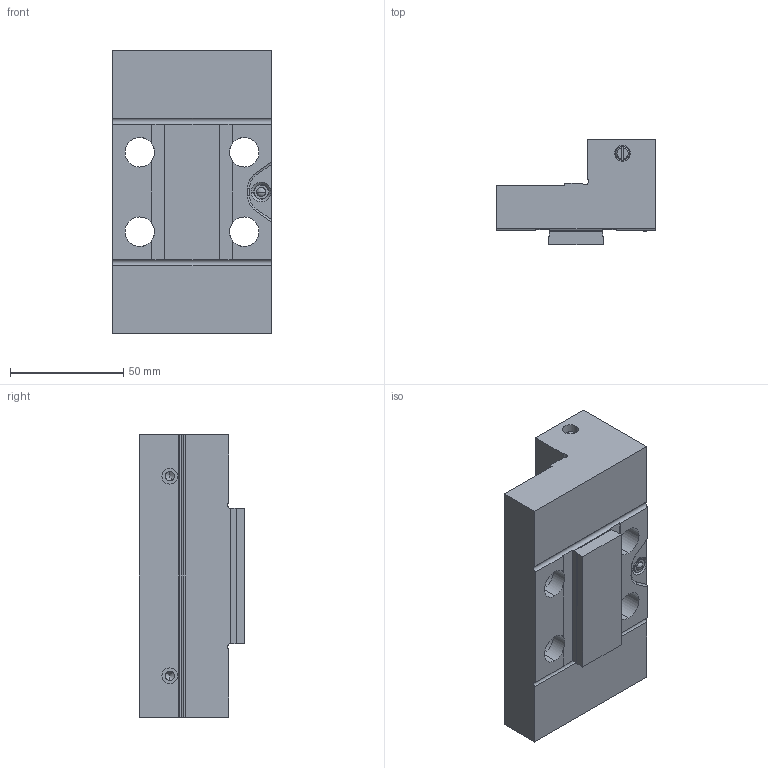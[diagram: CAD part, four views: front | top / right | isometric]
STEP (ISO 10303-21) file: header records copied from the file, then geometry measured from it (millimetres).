
FILE_DESCRIPTION (( 'STEP AP214' ), '1' );
FILE_NAME ('1702.500.stp', '2018-03-26T07:25:23', ( '' ), ( '' ), 'SwSTEP 2.0', 'SolidWorks 2016', '' );
FILE_SCHEMA (( 'AUTOMOTIVE_DESIGN' ));
Length unit declared in the file: millimetre
Products named in the file (1): 1702.500
Bounding box: 70 x 46.5 x 124.4 mm (x, y, z)
Volume: 225699.6 mm3; surface area: 44837.1 mm2
Topology: 6 solids, 6 shells, 243 faces, 610 edges, 377 vertices
Faces by surface type: plane 90, cylinder 84, cone 63, bspline 4, sphere 2
Entity records: 7783 total; most frequent: CARTESIAN_POINT 1675, DIRECTION 1272, ORIENTED_EDGE 1172, EDGE_CURVE 586, AXIS2_PLACEMENT_3D 492, VERTEX_POINT 375, VECTOR 288, LINE 288
